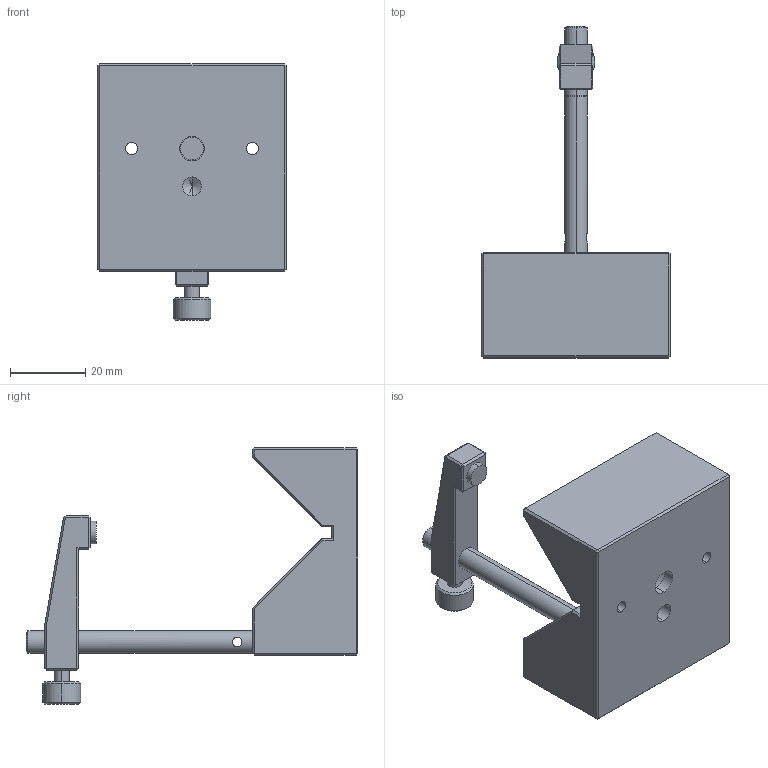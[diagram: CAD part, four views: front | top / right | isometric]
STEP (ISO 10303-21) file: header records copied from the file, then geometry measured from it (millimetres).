
FILE_DESCRIPTION (( 'STEP AP203' ), '1' );
FILE_NAME ('GCM-060202M三维外形图.STEP', '2016-12-30T00:26:10', ( '' ), ( '' ), 'SwSTEP 2.0', 'SolidWorks 2015', '' );
FILE_SCHEMA (( 'CONFIG_CONTROL_DESIGN' ));
Length unit declared in the file: millimetre
Products named in the file (2): GCM-060202M三维外形图
Bounding box: 50 x 88 x 68 mm (x, y, z)
Volume: 60181.4 mm3; surface area: 14884.8 mm2
Topology: 1 solids, 1 shells, 140 faces, 315 edges, 179 vertices
Faces by surface type: plane 98, cylinder 30, cone 12
Entity records: 3974 total; most frequent: CARTESIAN_POINT 750, DIRECTION 639, ORIENTED_EDGE 618, EDGE_CURVE 309, VECTOR 231, LINE 231, AXIS2_PLACEMENT_3D 204, VERTEX_POINT 179
